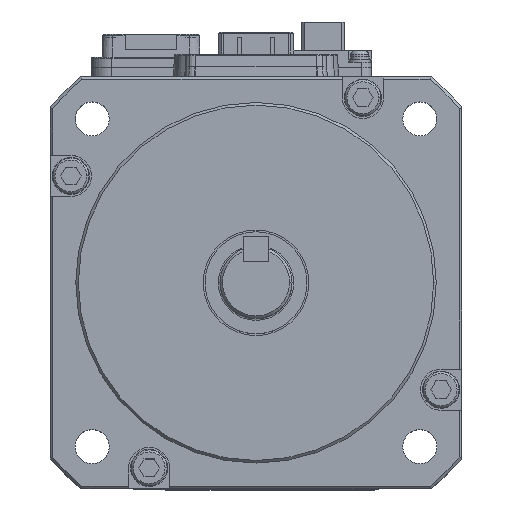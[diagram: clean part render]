
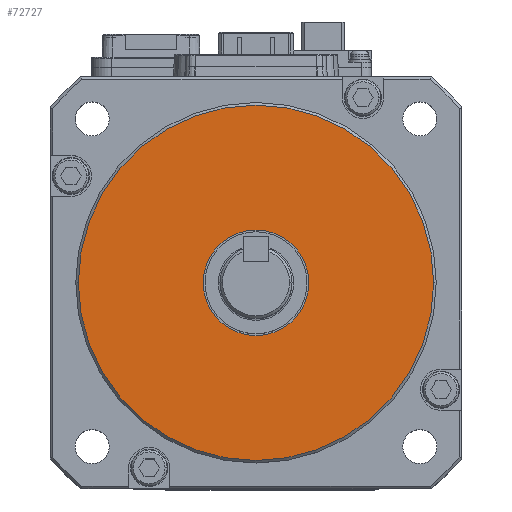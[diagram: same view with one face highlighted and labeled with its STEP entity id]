
A CAD part, top view. The second image highlights one B-rep face of the part: STEP entity #72727.
In plain terms, the highlighted planar face has unit normal (0, 0, 1).
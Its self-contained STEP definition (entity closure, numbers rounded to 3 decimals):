
#5194 = ORIENTED_EDGE ( 'NONE', *, *, #76079, .T. ) ;
#5204 = ORIENTED_EDGE ( 'NONE', *, *, #76219, .F. ) ;
#5233 = ORIENTED_EDGE ( 'NONE', *, *, #73934, .T. ) ;
#5238 = ORIENTED_EDGE ( 'NONE', *, *, #73920, .F. ) ;
#5466 = VERTEX_POINT ( 'NONE', #35255 ) ;
#5481 = VERTEX_POINT ( 'NONE', #35260 ) ;
#5536 = VERTEX_POINT ( 'NONE', #35289 ) ;
#5581 = VERTEX_POINT ( 'NONE', #35389 ) ;
#31341 = AXIS2_PLACEMENT_3D ( 'NONE', #51072, #51073, #51075 ) ;
#35255 = CARTESIAN_POINT ( 'NONE',  ( -34.5, 0., 41.5 ) ) ;
#35260 = CARTESIAN_POINT ( 'NONE',  ( 34.5, 0., 41.5 ) ) ;
#35289 = CARTESIAN_POINT ( 'NONE',  ( -10.25, 0., 41.5 ) ) ;
#35389 = CARTESIAN_POINT ( 'NONE',  ( 10.25, 0., 41.5 ) ) ;
#46939 = CIRCLE ( 'NONE', #46947, 34.5 ) ;
#46947 = AXIS2_PLACEMENT_3D ( 'NONE', #50886, #50873, #50896 ) ;
#47207 = AXIS2_PLACEMENT_3D ( 'NONE', #48306, #48321, #48304 ) ;
#47252 = CIRCLE ( 'NONE', #47207, 34.5 ) ;
#47258 = CIRCLE ( 'NONE', #47261, 10.25 ) ;
#47261 = AXIS2_PLACEMENT_3D ( 'NONE', #48262, #48266, #48271 ) ;
#47608 = CIRCLE ( 'NONE', #31341, 10.25 ) ;
#48262 = CARTESIAN_POINT ( 'NONE',  ( 0., 0., 41.5 ) ) ;
#48266 = DIRECTION ( 'NONE',  ( 0., 0., 1. ) ) ;
#48271 = DIRECTION ( 'NONE',  ( 1., 0., 0. ) ) ;
#48304 = DIRECTION ( 'NONE',  ( 1., 0., 0. ) ) ;
#48306 = CARTESIAN_POINT ( 'NONE',  ( 0., 0., 41.5 ) ) ;
#48321 = DIRECTION ( 'NONE',  ( 0., 0., 1. ) ) ;
#50873 = DIRECTION ( 'NONE',  ( 0., 0., 1. ) ) ;
#50886 = CARTESIAN_POINT ( 'NONE',  ( 0., 0., 41.5 ) ) ;
#50896 = DIRECTION ( 'NONE',  ( 1., 0., 0. ) ) ;
#51072 = CARTESIAN_POINT ( 'NONE',  ( 0., 0., 41.5 ) ) ;
#51073 = DIRECTION ( 'NONE',  ( 0., 0., 1. ) ) ;
#51075 = DIRECTION ( 'NONE',  ( 1., 0., 0. ) ) ;
#57889 = DIRECTION ( 'NONE',  ( 0., 0., 1. ) ) ;
#57918 = CARTESIAN_POINT ( 'NONE',  ( 0., 0., 41.5 ) ) ;
#57922 = PLANE ( 'NONE',  #59620 ) ;
#57928 = FACE_OUTER_BOUND ( 'NONE', #66944, .T. ) ;
#57932 = DIRECTION ( 'NONE',  ( 1., 0., 0. ) ) ;
#57978 = FACE_BOUND ( 'NONE', #67019, .T. ) ;
#59620 = AXIS2_PLACEMENT_3D ( 'NONE', #57918, #57889, #57932 ) ;
#66944 = EDGE_LOOP ( 'NONE', ( #5233, #5194 ) ) ;
#67019 = EDGE_LOOP ( 'NONE', ( #5204, #5238 ) ) ;
#72727 = ADVANCED_FACE ( 'NONE', ( #57928, #57978 ), #57922, .T. ) ;
#73920 = EDGE_CURVE ( 'NONE', #5581, #5536, #47258, .T. ) ;
#73934 = EDGE_CURVE ( 'NONE', #5466, #5481, #47252, .T. ) ;
#76079 = EDGE_CURVE ( 'NONE', #5481, #5466, #46939, .T. ) ;
#76219 = EDGE_CURVE ( 'NONE', #5536, #5581, #47608, .T. ) ;
